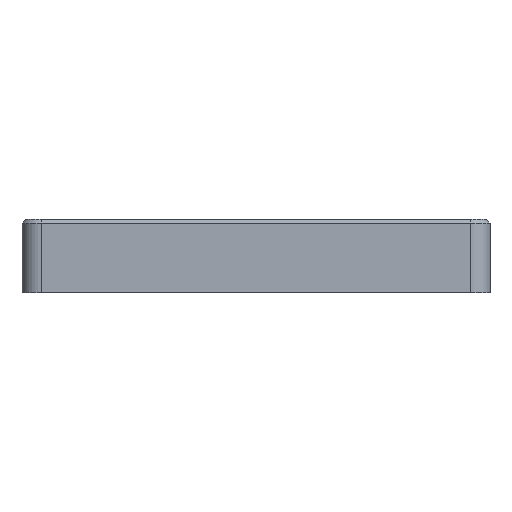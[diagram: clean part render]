
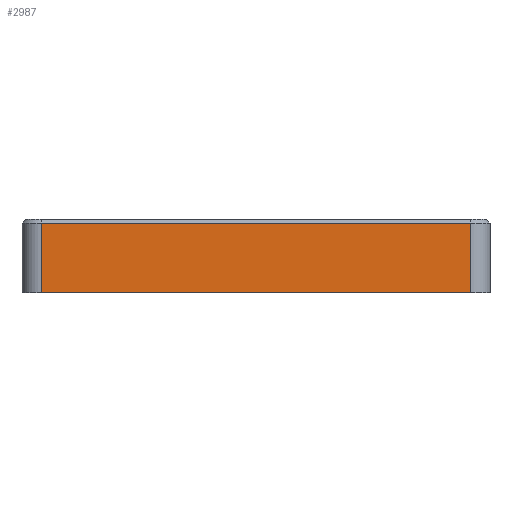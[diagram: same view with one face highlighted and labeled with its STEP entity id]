
A CAD part, left-side view. The second image highlights one B-rep face of the part: STEP entity #2987.
In plain terms, the highlighted planar face has unit normal (-1, 0, 0).
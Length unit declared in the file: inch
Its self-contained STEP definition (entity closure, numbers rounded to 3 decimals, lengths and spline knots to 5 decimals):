
#424=FACE_OUTER_BOUND('',#603,.T.);
#603=EDGE_LOOP('',(#2683,#2684,#2685,#2686));
#706=LINE('',#4413,#989);
#753=LINE('',#4567,#1036);
#888=LINE('',#5274,#1171);
#891=LINE('',#5281,#1174);
#989=VECTOR('',#3511,0.3937);
#1036=VECTOR('',#3656,0.3937);
#1171=VECTOR('',#4143,0.3937);
#1174=VECTOR('',#4154,0.3937);
#1260=VERTEX_POINT('',#4407);
#1261=VERTEX_POINT('',#4411);
#1318=VERTEX_POINT('',#4564);
#1319=VERTEX_POINT('',#4566);
#1561=EDGE_CURVE('',#1261,#1260,#706,.T.);
#1638=EDGE_CURVE('',#1318,#1319,#753,.T.);
#1874=EDGE_CURVE('',#1260,#1318,#888,.T.);
#1877=EDGE_CURVE('',#1261,#1319,#891,.T.);
#2683=ORIENTED_EDGE('',*,*,#1561,.F.);
#2684=ORIENTED_EDGE('',*,*,#1877,.T.);
#2685=ORIENTED_EDGE('',*,*,#1638,.F.);
#2686=ORIENTED_EDGE('',*,*,#1874,.F.);
#2824=PLANE('',#3298);
#2987=ADVANCED_FACE('',(#424),#2824,.T.);
#3298=AXIS2_PLACEMENT_3D('',#5280,#4152,#4153);
#3511=DIRECTION('',(0.,-1.,0.));
#3656=DIRECTION('',(0.,1.,0.));
#4143=DIRECTION('',(0.,0.,-1.));
#4152=DIRECTION('center_axis',(-1.,0.,0.));
#4153=DIRECTION('ref_axis',(0.,1.,0.));
#4154=DIRECTION('',(0.,0.,-1.));
#4407=CARTESIAN_POINT('',(-2.5,-1.375,1.62697));
#4411=CARTESIAN_POINT('',(-2.5,1.375,1.62697));
#4413=CARTESIAN_POINT('',(-2.5,-0.6875,1.62697));
#4564=CARTESIAN_POINT('',(-2.5,-1.375,1.1811));
#4566=CARTESIAN_POINT('',(-2.5,1.375,1.1811));
#4567=CARTESIAN_POINT('',(-2.5,-0.6875,1.1811));
#5274=CARTESIAN_POINT('',(-2.5,-1.375,-0.375));
#5280=CARTESIAN_POINT('Origin',(-2.5,-1.375,-0.375));
#5281=CARTESIAN_POINT('',(-2.5,1.375,-0.375));
